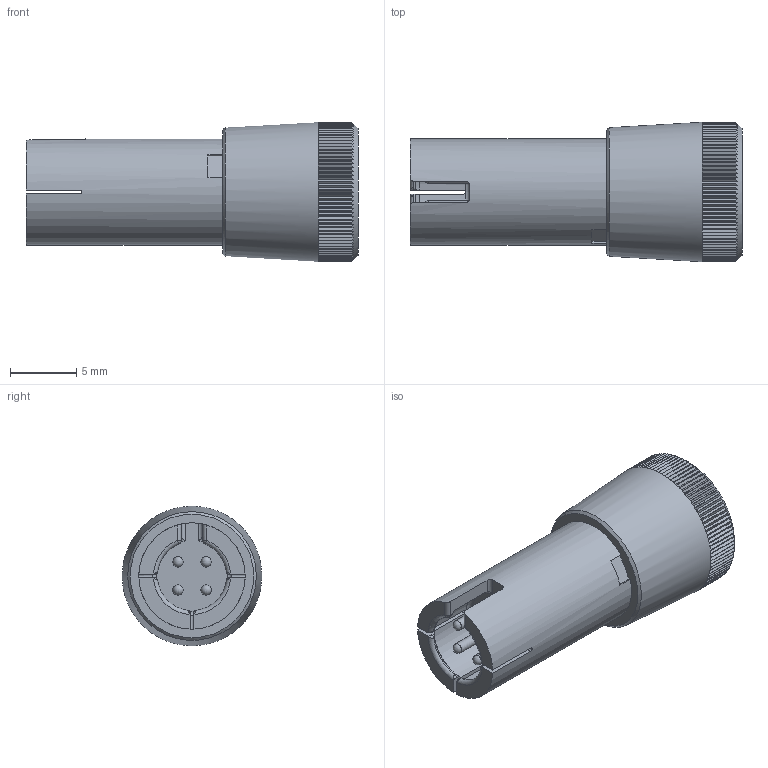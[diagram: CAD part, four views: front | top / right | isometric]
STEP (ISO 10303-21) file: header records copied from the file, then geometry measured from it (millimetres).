
FILE_DESCRIPTION(/* description */ (''),/* implementation_level */ '2;1');
FILE_NAME(/* name */ '09 9767 XX 04 002_02.stp',/* time_stamp */ '2013-12-16T15:37:53+01:00',/* author */ (''),/* organization */ (''),/* preprocessor_version */ 'ST-DEVELOPER v14',/* originating_system */ 'SIEMENS PLM Software NX 8.0',/* authorisation */ '');
FILE_SCHEMA (('AUTOMOTIVE_DESIGN { 1 0 10303 214 3 1 1 1 }'));
Length unit declared in the file: millimetre
Products named in the file (1): cerl135040F1wlrd
Bounding box: 25 x 10.5 x 10.5 mm (x, y, z)
Volume: 1417.2 mm3; surface area: 1018.3 mm2
Topology: 1 solids, 1 shells, 487 faces, 1231 edges, 737 vertices
Faces by surface type: plane 331, cylinder 132, torus 6, cone 6, bspline 6, sphere 6
Full cylindrical faces by diameter (mm): 0.78 x4, 8 x1
Entity records: 14827 total; most frequent: CARTESIAN_POINT 3601, ORIENTED_EDGE 2400, DIRECTION 2268, EDGE_CURVE 1200, AXIS2_PLACEMENT_3D 839, VERTEX_POINT 728, LINE 590, VECTOR 590
